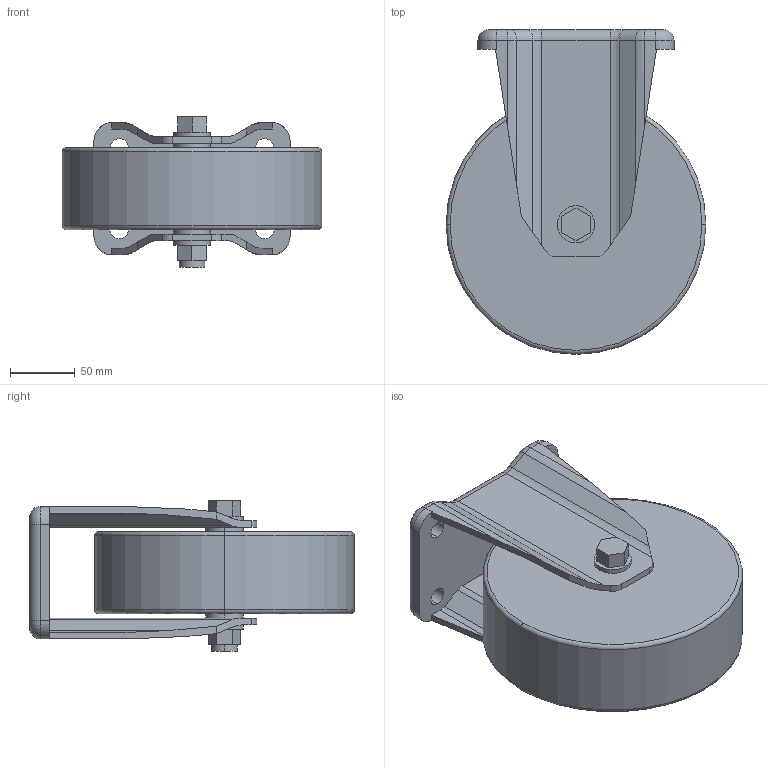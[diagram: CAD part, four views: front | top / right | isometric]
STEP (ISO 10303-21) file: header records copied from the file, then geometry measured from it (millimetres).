
FILE_DESCRIPTION (( 'STEP AP203' ), '1' );
FILE_NAME ('K-557YN-200.STEP', '2012-04-11T05:15:43', ( '11sw' ), ( 'タキゲン製造株式会社' ), 'SwSTEP 2.0', 'SolidWorks 2011', '' );
FILE_SCHEMA (( 'CONFIG_CONTROL_DESIGN' ));
Length unit declared in the file: millimetre
Products named in the file (1): K-557YN-200
Bounding box: 200 x 250 x 116 mm (x, y, z)
Volume: 2344409.4 mm3; surface area: 202282.2 mm2
Topology: 1 solids, 1 shells, 129 faces, 328 edges, 208 vertices
Faces by surface type: plane 57, cylinder 56, torus 16
Entity records: 3983 total; most frequent: CARTESIAN_POINT 714, DIRECTION 692, ORIENTED_EDGE 656, EDGE_CURVE 328, AXIS2_PLACEMENT_3D 250, VERTEX_POINT 208, LINE 192, VECTOR 192
